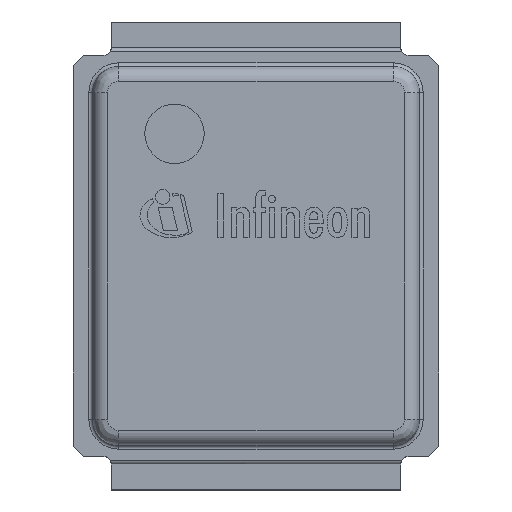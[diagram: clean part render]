
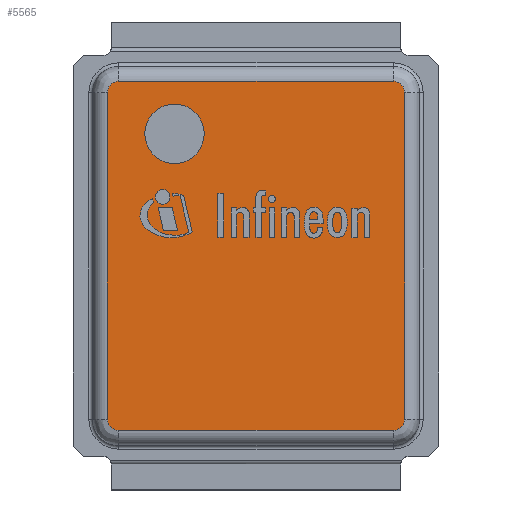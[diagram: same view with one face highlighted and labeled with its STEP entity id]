
A CAD part, top view. The second image highlights one B-rep face of the part: STEP entity #5565.
In plain terms, the highlighted planar face has unit normal (0, 0, 1).
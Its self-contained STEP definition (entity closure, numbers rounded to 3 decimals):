
#78=FACE_BOUND($,#935,.T.);
#79=FACE_BOUND($,#936,.T.);
#102=PLANE($,#5965);
#245=CIRCLE($,#5946,0.15);
#248=CIRCLE($,#5950,0.15);
#252=CIRCLE($,#5955,0.15);
#256=CIRCLE($,#5960,0.15);
#257=CIRCLE($,#5966,0.4);
#935=EDGE_LOOP($,(#3764));
#936=EDGE_LOOP($,(#3765,#3766,#3767,#3768,#3769,#3770,#3771,#3772));
#1295=LINE($,#8618,#1742);
#1297=LINE($,#8638,#1744);
#1299=LINE($,#8656,#1746);
#1300=LINE($,#8670,#1747);
#1742=VECTOR($,#6720,4.4);
#1744=VECTOR($,#6732,3.7);
#1746=VECTOR($,#6744,4.4);
#1747=VECTOR($,#6751,3.7);
#2255=VERTEX_POINT($,#8609);
#2256=VERTEX_POINT($,#8611);
#2258=VERTEX_POINT($,#8616);
#2260=VERTEX_POINT($,#8630);
#2262=VERTEX_POINT($,#8636);
#2263=VERTEX_POINT($,#8649);
#2264=VERTEX_POINT($,#8654);
#2265=VERTEX_POINT($,#8666);
#2266=VERTEX_POINT($,#8678);
#2831=EDGE_CURVE($,#2256,#2255,#245,.T.);
#2833=EDGE_CURVE($,#2258,#2256,#1295,.T.);
#2836=EDGE_CURVE($,#2260,#2258,#248,.T.);
#2839=EDGE_CURVE($,#2262,#2260,#1297,.T.);
#2842=EDGE_CURVE($,#2263,#2262,#252,.T.);
#2845=EDGE_CURVE($,#2264,#2263,#1299,.T.);
#2847=EDGE_CURVE($,#2265,#2264,#256,.T.);
#2848=EDGE_CURVE($,#2255,#2265,#1300,.T.);
#2852=EDGE_CURVE($,#2266,#2266,#257,.T.);
#3764=ORIENTED_EDGE($,*,*,#2852,.F.);
#3765=ORIENTED_EDGE($,*,*,#2831,.F.);
#3766=ORIENTED_EDGE($,*,*,#2833,.F.);
#3767=ORIENTED_EDGE($,*,*,#2836,.F.);
#3768=ORIENTED_EDGE($,*,*,#2839,.F.);
#3769=ORIENTED_EDGE($,*,*,#2842,.F.);
#3770=ORIENTED_EDGE($,*,*,#2845,.F.);
#3771=ORIENTED_EDGE($,*,*,#2847,.F.);
#3772=ORIENTED_EDGE($,*,*,#2848,.F.);
#5565=ADVANCED_FACE($,(#78,#79),#102,.T.);
#5946=AXIS2_PLACEMENT_3D($,#8613,#6714,#6715);
#5950=AXIS2_PLACEMENT_3D($,#8632,#6724,#6725);
#5955=AXIS2_PLACEMENT_3D($,#8651,#6736,#6737);
#5960=AXIS2_PLACEMENT_3D($,#8668,#6747,#6748);
#5965=AXIS2_PLACEMENT_3D($,#8677,#6761,#6762);
#5966=AXIS2_PLACEMENT_3D($,#8679,#6763,#6764);
#6714=DIRECTION('center_axis',(0.,0.,-1.));
#6715=DIRECTION('ref_axis',(0.707,-0.707,0.));
#6720=DIRECTION($,(0.,-1.,0.));
#6724=DIRECTION('center_axis',(0.,0.,-1.));
#6725=DIRECTION('ref_axis',(0.707,0.707,0.));
#6732=DIRECTION($,(1.,0.,0.));
#6736=DIRECTION('center_axis',(0.,0.,-1.));
#6737=DIRECTION('ref_axis',(-0.707,0.707,0.));
#6744=DIRECTION($,(0.,1.,0.));
#6747=DIRECTION('center_axis',(0.,0.,-1.));
#6748=DIRECTION('ref_axis',(-0.707,-0.707,0.));
#6751=DIRECTION($,(-1.,0.,0.));
#6761=DIRECTION('center_axis',(0.,0.,1.));
#6762=DIRECTION('ref_axis',(0.,-1.,0.));
#6763=DIRECTION('center_axis',(0.,0.,1.));
#6764=DIRECTION('ref_axis',(-1.,0.,0.));
#8609=CARTESIAN_POINT('',(1.85,-2.35,0.645));
#8611=CARTESIAN_POINT('',(2.,-2.2,0.645));
#8613=CARTESIAN_POINT('Origin',(1.85,-2.2,0.645));
#8616=CARTESIAN_POINT('',(2.,2.2,0.645));
#8618=CARTESIAN_POINT($,(2.,2.5,0.645));
#8630=CARTESIAN_POINT('',(1.85,2.35,0.645));
#8632=CARTESIAN_POINT('Origin',(1.85,2.2,0.645));
#8636=CARTESIAN_POINT('',(-1.85,2.35,0.645));
#8638=CARTESIAN_POINT($,(-0.925,2.35,0.645));
#8649=CARTESIAN_POINT('',(-2.,2.2,0.645));
#8651=CARTESIAN_POINT('Origin',(-1.85,2.2,0.645));
#8654=CARTESIAN_POINT('',(-2.,-2.2,0.645));
#8656=CARTESIAN_POINT($,(-2.,0.3,0.645));
#8666=CARTESIAN_POINT('',(-1.85,-2.35,0.645));
#8668=CARTESIAN_POINT('Origin',(-1.85,-2.2,0.645));
#8670=CARTESIAN_POINT($,(0.925,-2.35,0.645));
#8677=CARTESIAN_POINT('Origin',(0.,2.8,0.645));
#8678=CARTESIAN_POINT('',(-0.697,1.644,0.645));
#8679=CARTESIAN_POINT('Origin',(-1.097,1.644,0.645));
